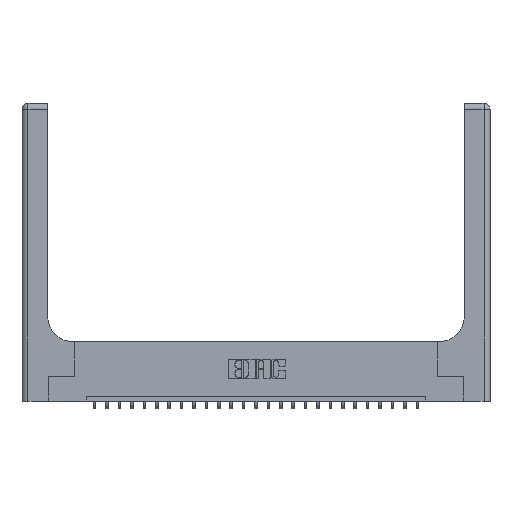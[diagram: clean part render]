
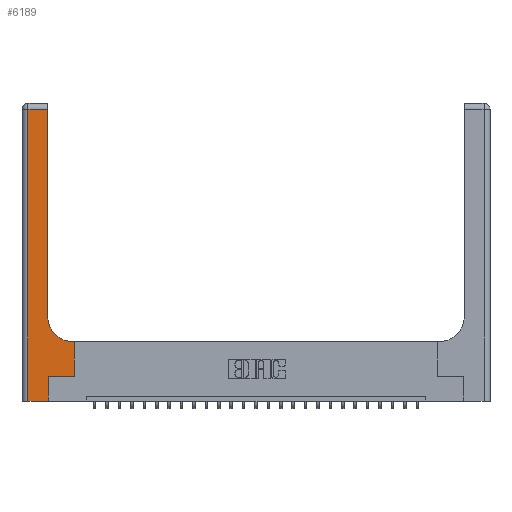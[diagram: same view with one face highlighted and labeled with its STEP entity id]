
A CAD part, top view. The second image highlights one B-rep face of the part: STEP entity #6189.
In plain terms, the highlighted planar face has unit normal (0, 0, 1).
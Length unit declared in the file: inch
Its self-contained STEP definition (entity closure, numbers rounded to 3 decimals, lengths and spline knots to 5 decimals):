
#374 = CARTESIAN_POINT ( 'NONE',  ( 0.528, 0.25, 0.37 ) ) ;
#409 = VECTOR ( 'NONE', #15951, 39.37008 ) ;
#475 = LINE ( 'NONE', #16688, #9816 ) ;
#496 = CIRCLE ( 'NONE', #21122, 0.25 ) ;
#519 = ORIENTED_EDGE ( 'NONE', *, *, #17398, .T. ) ;
#660 = DIRECTION ( 'NONE',  ( -1., 0., 0. ) ) ;
#1564 = CARTESIAN_POINT ( 'NONE',  ( 0., 0., 0.37 ) ) ;
#2040 = CARTESIAN_POINT ( 'NONE',  ( 0.528, 0.25, 0.37 ) ) ;
#2561 = CARTESIAN_POINT ( 'NONE',  ( 0.26, 0.6, 0.37 ) ) ;
#2653 = ORIENTED_EDGE ( 'NONE', *, *, #19153, .T. ) ;
#2765 = ORIENTED_EDGE ( 'NONE', *, *, #18080, .T. ) ;
#2885 = ORIENTED_EDGE ( 'NONE', *, *, #13980, .T. ) ;
#2932 = CARTESIAN_POINT ( 'NONE',  ( 0.265, 0.25, 0.37 ) ) ;
#3376 = CARTESIAN_POINT ( 'NONE',  ( 0.265, 0., 0.37 ) ) ;
#4271 = CARTESIAN_POINT ( 'NONE',  ( 0., 3., 0.37 ) ) ;
#4542 = CARTESIAN_POINT ( 'NONE',  ( 0.265, 0., 0.37 ) ) ;
#4572 = EDGE_CURVE ( 'NONE', #6781, #19816, #23294, .T. ) ;
#5243 = ORIENTED_EDGE ( 'NONE', *, *, #11410, .T. ) ;
#5529 = DIRECTION ( 'NONE',  ( 0., 1., 0. ) ) ;
#5814 = VERTEX_POINT ( 'NONE', #17543 ) ;
#6135 = DIRECTION ( 'NONE',  ( -1., 0., 0. ) ) ;
#6189 = ADVANCED_FACE ( 'NONE', ( #21756 ), #15429, .F. ) ;
#6535 = EDGE_CURVE ( 'NONE', #18094, #23166, #23222, .T. ) ;
#6781 = VERTEX_POINT ( 'NONE', #11594 ) ;
#6911 = DIRECTION ( 'NONE',  ( 0., 0., -1. ) ) ;
#7036 = ORIENTED_EDGE ( 'NONE', *, *, #9480, .T. ) ;
#7432 = VECTOR ( 'NONE', #19247, 39.37008 ) ;
#8495 = VECTOR ( 'NONE', #660, 39.37008 ) ;
#9480 = EDGE_CURVE ( 'NONE', #22059, #22473, #15298, .T. ) ;
#9816 = VECTOR ( 'NONE', #5529, 39.37008 ) ;
#9891 = CARTESIAN_POINT ( 'NONE',  ( 0.06, 3., 0.37 ) ) ;
#9986 = LINE ( 'NONE', #4542, #19297 ) ;
#10387 = AXIS2_PLACEMENT_3D ( 'NONE', #4271, #17297, #6135 ) ;
#10820 = ORIENTED_EDGE ( 'NONE', *, *, #14671, .T. ) ;
#10863 = DIRECTION ( 'NONE',  ( 1., 0., 0. ) ) ;
#11410 = EDGE_CURVE ( 'NONE', #21544, #23122, #475, .T. ) ;
#11415 = DIRECTION ( 'NONE',  ( 0., 1., 0. ) ) ;
#11594 = CARTESIAN_POINT ( 'NONE',  ( 0.528, 0.6, 0.37 ) ) ;
#12464 = CARTESIAN_POINT ( 'NONE',  ( 0.265, 0.25, 0.37 ) ) ;
#13056 = ORIENTED_EDGE ( 'NONE', *, *, #6535, .T. ) ;
#13872 = EDGE_LOOP ( 'NONE', ( #5243, #519, #2653, #13056, #10820, #7036, #2885, #14618, #2765 ) ) ;
#13980 = EDGE_CURVE ( 'NONE', #22473, #6781, #19864, .T. ) ;
#14240 = CARTESIAN_POINT ( 'NONE',  ( 0., 2.94, 0.37 ) ) ;
#14618 = ORIENTED_EDGE ( 'NONE', *, *, #4572, .T. ) ;
#14671 = EDGE_CURVE ( 'NONE', #23166, #22059, #9986, .T. ) ;
#14932 = VECTOR ( 'NONE', #11415, 39.37008 ) ;
#15298 = LINE ( 'NONE', #2932, #409 ) ;
#15429 = PLANE ( 'NONE',  #10387 ) ;
#15951 = DIRECTION ( 'NONE',  ( 1., 0., 0. ) ) ;
#16212 = CARTESIAN_POINT ( 'NONE',  ( 0.06, 0., 0.37 ) ) ;
#16688 = CARTESIAN_POINT ( 'NONE',  ( 0.26, 3., 0.37 ) ) ;
#17297 = DIRECTION ( 'NONE',  ( 0., 0., -1. ) ) ;
#17398 = EDGE_CURVE ( 'NONE', #23122, #5814, #20039, .T. ) ;
#17543 = CARTESIAN_POINT ( 'NONE',  ( 0.06, 2.94, 0.37 ) ) ;
#17549 = DIRECTION ( 'NONE',  ( 0., 1., 0. ) ) ;
#18078 = CARTESIAN_POINT ( 'NONE',  ( 0.51, 0.85, 0.37 ) ) ;
#18080 = EDGE_CURVE ( 'NONE', #19816, #21544, #496, .T. ) ;
#18094 = VERTEX_POINT ( 'NONE', #16212 ) ;
#18336 = VECTOR ( 'NONE', #10863, 39.37008 ) ;
#18841 = CARTESIAN_POINT ( 'NONE',  ( 0.26, 2.94, 0.37 ) ) ;
#18883 = VECTOR ( 'NONE', #21672, 39.37008 ) ;
#19153 = EDGE_CURVE ( 'NONE', #5814, #18094, #21673, .T. ) ;
#19247 = DIRECTION ( 'NONE',  ( 0., -1., 0. ) ) ;
#19297 = VECTOR ( 'NONE', #17549, 39.37008 ) ;
#19816 = VERTEX_POINT ( 'NONE', #21364 ) ;
#19864 = LINE ( 'NONE', #2040, #14932 ) ;
#19933 = DIRECTION ( 'NONE',  ( 1., 0., 0. ) ) ;
#20039 = LINE ( 'NONE', #14240, #18883 ) ;
#21122 = AXIS2_PLACEMENT_3D ( 'NONE', #18078, #6911, #19933 ) ;
#21364 = CARTESIAN_POINT ( 'NONE',  ( 0.51, 0.6, 0.37 ) ) ;
#21544 = VERTEX_POINT ( 'NONE', #21943 ) ;
#21672 = DIRECTION ( 'NONE',  ( -1., 0., 0. ) ) ;
#21673 = LINE ( 'NONE', #9891, #7432 ) ;
#21756 = FACE_OUTER_BOUND ( 'NONE', #13872, .T. ) ;
#21943 = CARTESIAN_POINT ( 'NONE',  ( 0.26, 0.85, 0.37 ) ) ;
#22059 = VERTEX_POINT ( 'NONE', #12464 ) ;
#22473 = VERTEX_POINT ( 'NONE', #374 ) ;
#23122 = VERTEX_POINT ( 'NONE', #18841 ) ;
#23166 = VERTEX_POINT ( 'NONE', #3376 ) ;
#23222 = LINE ( 'NONE', #1564, #18336 ) ;
#23294 = LINE ( 'NONE', #2561, #8495 ) ;
